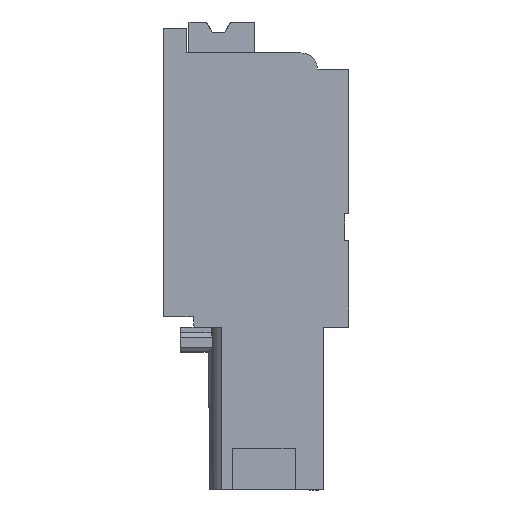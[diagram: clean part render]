
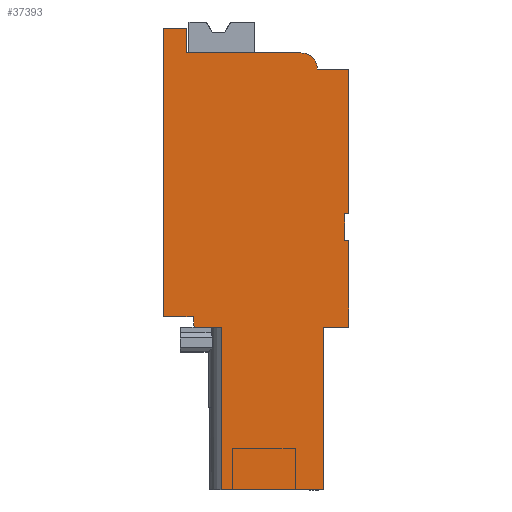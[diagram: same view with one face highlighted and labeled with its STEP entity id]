
A CAD part, left-side view. The second image highlights one B-rep face of the part: STEP entity #37393.
In plain terms, the highlighted planar face has unit normal (-1, 0, 0).
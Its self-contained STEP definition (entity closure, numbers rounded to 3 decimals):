
#7339=AXIS2_PLACEMENT_3D('Circle Axis2P3D',#7337,#7338,$) ;
#37366=AXIS2_PLACEMENT_3D('Plane Axis2P3D',#37363,#37364,#37365) ;
#40=CARTESIAN_POINT('Vertex',(0.,0.,13.4)) ;
#45=CARTESIAN_POINT('Line Origine',(0.,0.1,13.4)) ;
#49=CARTESIAN_POINT('Vertex',(0.,0.2,13.4)) ;
#83=CARTESIAN_POINT('Line Origine',(0.,0.2,12.75)) ;
#87=CARTESIAN_POINT('Vertex',(0.,0.2,12.1)) ;
#107=CARTESIAN_POINT('Line Origine',(0.,0.1,12.1)) ;
#111=CARTESIAN_POINT('Vertex',(0.,0.,12.1)) ;
#138=CARTESIAN_POINT('Line Origine',(0.,0.,10.)) ;
#142=CARTESIAN_POINT('Vertex',(0.,0.,7.9)) ;
#1909=CARTESIAN_POINT('Line Origine',(0.,0.612,7.9)) ;
#1913=CARTESIAN_POINT('Vertex',(0.,1.224,7.9)) ;
#2986=CARTESIAN_POINT('Line Origine',(0.,1.224,3.95)) ;
#2990=CARTESIAN_POINT('Vertex',(0.,1.224,0.)) ;
#5413=CARTESIAN_POINT('Line Origine',(0.,3.706,0.)) ;
#5417=CARTESIAN_POINT('Vertex',(0.,6.187,0.)) ;
#7334=CARTESIAN_POINT('Vertex',(0.,2.325,21.2)) ;
#7337=CARTESIAN_POINT('Axis2P3D Location',(0.,2.325,20.4)) ;
#7341=CARTESIAN_POINT('Vertex',(0.,1.525,20.4)) ;
#7551=CARTESIAN_POINT('Line Origine',(0.,5.087,21.2)) ;
#7555=CARTESIAN_POINT('Vertex',(0.,7.85,21.2)) ;
#9557=CARTESIAN_POINT('Line Origine',(0.,7.85,21.8)) ;
#9561=CARTESIAN_POINT('Vertex',(0.,7.85,22.4)) ;
#9588=CARTESIAN_POINT('Line Origine',(0.,8.425,22.4)) ;
#9592=CARTESIAN_POINT('Vertex',(0.,9.,22.4)) ;
#9619=CARTESIAN_POINT('Line Origine',(0.,9.,15.4)) ;
#9623=CARTESIAN_POINT('Vertex',(0.,9.,8.4)) ;
#10296=CARTESIAN_POINT('Line Origine',(0.,8.272,8.4)) ;
#10300=CARTESIAN_POINT('Vertex',(0.,7.545,8.4)) ;
#10704=CARTESIAN_POINT('Vertex',(0.,7.501,7.9)) ;
#10707=CARTESIAN_POINT('Line Origine',(0.,7.523,8.15)) ;
#10814=CARTESIAN_POINT('Vertex',(0.,6.187,7.9)) ;
#10817=CARTESIAN_POINT('Line Origine',(0.,6.844,7.9)) ;
#31386=CARTESIAN_POINT('Line Origine',(0.,0.762,20.4)) ;
#31390=CARTESIAN_POINT('Vertex',(0.,0.,20.4)) ;
#35416=CARTESIAN_POINT('Line Origine',(0.,6.187,3.95)) ;
#37363=CARTESIAN_POINT('Axis2P3D Location',(0.,0.,0.)) ;
#37368=CARTESIAN_POINT('Line Origine',(0.,0.,16.9)) ;
#46=DIRECTION('Vector Direction',(0.,1.,0.)) ;
#84=DIRECTION('Vector Direction',(0.,0.,1.)) ;
#108=DIRECTION('Vector Direction',(0.,-1.,0.)) ;
#139=DIRECTION('Vector Direction',(0.,0.,1.)) ;
#1910=DIRECTION('Vector Direction',(0.,1.,0.)) ;
#2987=DIRECTION('Vector Direction',(0.,0.,1.)) ;
#5414=DIRECTION('Vector Direction',(0.,-1.,0.)) ;
#7338=DIRECTION('Axis2P3D Direction',(-1.,-0.,0.)) ;
#7552=DIRECTION('Vector Direction',(0.,-1.,0.)) ;
#9558=DIRECTION('Vector Direction',(0.,0.,-1.)) ;
#9589=DIRECTION('Vector Direction',(0.,-1.,0.)) ;
#9620=DIRECTION('Vector Direction',(0.,0.,1.)) ;
#10297=DIRECTION('Vector Direction',(0.,-1.,0.)) ;
#10708=DIRECTION('Vector Direction',(0.,0.087,0.996)) ;
#10818=DIRECTION('Vector Direction',(0.,1.,0.)) ;
#31387=DIRECTION('Vector Direction',(0.,-1.,0.)) ;
#35417=DIRECTION('Vector Direction',(0.,0.,1.)) ;
#37364=DIRECTION('Axis2P3D Direction',(-1.,0.,0.)) ;
#37365=DIRECTION('Axis2P3D XDirection',(0.,0.,1.)) ;
#37369=DIRECTION('Vector Direction',(0.,0.,1.)) ;
#47=VECTOR('Line Direction',#46,1.) ;
#85=VECTOR('Line Direction',#84,1.) ;
#109=VECTOR('Line Direction',#108,1.) ;
#140=VECTOR('Line Direction',#139,1.) ;
#1911=VECTOR('Line Direction',#1910,1.) ;
#2988=VECTOR('Line Direction',#2987,1.) ;
#5415=VECTOR('Line Direction',#5414,1.) ;
#7553=VECTOR('Line Direction',#7552,1.) ;
#9559=VECTOR('Line Direction',#9558,1.) ;
#9590=VECTOR('Line Direction',#9589,1.) ;
#9621=VECTOR('Line Direction',#9620,1.) ;
#10298=VECTOR('Line Direction',#10297,1.) ;
#10709=VECTOR('Line Direction',#10708,1.) ;
#10819=VECTOR('Line Direction',#10818,1.) ;
#31388=VECTOR('Line Direction',#31387,1.) ;
#35418=VECTOR('Line Direction',#35417,1.) ;
#37370=VECTOR('Line Direction',#37369,1.) ;
#37374=ORIENTED_EDGE('',*,*,#37372,.T.) ;
#37375=ORIENTED_EDGE('',*,*,#31392,.T.) ;
#37376=ORIENTED_EDGE('',*,*,#7343,.T.) ;
#37377=ORIENTED_EDGE('',*,*,#7557,.T.) ;
#37378=ORIENTED_EDGE('',*,*,#9563,.T.) ;
#37379=ORIENTED_EDGE('',*,*,#9594,.T.) ;
#37380=ORIENTED_EDGE('',*,*,#9625,.T.) ;
#37381=ORIENTED_EDGE('',*,*,#10302,.T.) ;
#37382=ORIENTED_EDGE('',*,*,#10711,.T.) ;
#37383=ORIENTED_EDGE('',*,*,#10821,.T.) ;
#37384=ORIENTED_EDGE('',*,*,#35420,.F.) ;
#37385=ORIENTED_EDGE('',*,*,#5419,.T.) ;
#37386=ORIENTED_EDGE('',*,*,#2992,.T.) ;
#37387=ORIENTED_EDGE('',*,*,#1915,.T.) ;
#37388=ORIENTED_EDGE('',*,*,#144,.T.) ;
#37389=ORIENTED_EDGE('',*,*,#113,.T.) ;
#37390=ORIENTED_EDGE('',*,*,#89,.T.) ;
#37391=ORIENTED_EDGE('',*,*,#51,.T.) ;
#37393=ADVANCED_FACE('HOUSING',(#37392),#37367,.T.) ;
#7340=CIRCLE('generated circle',#7339,0.8) ;
#51=EDGE_CURVE('',#50,#41,#48,.F.) ;
#89=EDGE_CURVE('',#88,#50,#86,.T.) ;
#113=EDGE_CURVE('',#112,#88,#110,.F.) ;
#144=EDGE_CURVE('',#143,#112,#141,.T.) ;
#1915=EDGE_CURVE('',#1914,#143,#1912,.F.) ;
#2992=EDGE_CURVE('',#2991,#1914,#2989,.T.) ;
#5419=EDGE_CURVE('',#5418,#2991,#5416,.T.) ;
#7343=EDGE_CURVE('',#7342,#7335,#7340,.T.) ;
#7557=EDGE_CURVE('',#7335,#7556,#7554,.F.) ;
#9563=EDGE_CURVE('',#7556,#9562,#9560,.F.) ;
#9594=EDGE_CURVE('',#9562,#9593,#9591,.F.) ;
#9625=EDGE_CURVE('',#9593,#9624,#9622,.F.) ;
#10302=EDGE_CURVE('',#9624,#10301,#10299,.T.) ;
#10711=EDGE_CURVE('',#10301,#10705,#10710,.F.) ;
#10821=EDGE_CURVE('',#10705,#10815,#10820,.F.) ;
#31392=EDGE_CURVE('',#31391,#7342,#31389,.F.) ;
#35420=EDGE_CURVE('',#5418,#10815,#35419,.T.) ;
#37372=EDGE_CURVE('',#41,#31391,#37371,.T.) ;
#37373=EDGE_LOOP('',(#37374,#37375,#37376,#37377,#37378,#37379,#37380,#37381,#37382,#37383,#37384,#37385,#37386,#37387,#37388,#37389,#37390,#37391)) ;
#37392=FACE_OUTER_BOUND('',#37373,.T.) ;
#48=LINE('Line',#45,#47) ;
#86=LINE('Line',#83,#85) ;
#110=LINE('Line',#107,#109) ;
#141=LINE('Line',#138,#140) ;
#1912=LINE('Line',#1909,#1911) ;
#2989=LINE('Line',#2986,#2988) ;
#5416=LINE('Line',#5413,#5415) ;
#7554=LINE('Line',#7551,#7553) ;
#9560=LINE('Line',#9557,#9559) ;
#9591=LINE('Line',#9588,#9590) ;
#9622=LINE('Line',#9619,#9621) ;
#10299=LINE('Line',#10296,#10298) ;
#10710=LINE('Line',#10707,#10709) ;
#10820=LINE('Line',#10817,#10819) ;
#31389=LINE('Line',#31386,#31388) ;
#35419=LINE('Line',#35416,#35418) ;
#37371=LINE('Line',#37368,#37370) ;
#37367=PLANE('',#37366) ;
#41=VERTEX_POINT('',#40) ;
#50=VERTEX_POINT('',#49) ;
#88=VERTEX_POINT('',#87) ;
#112=VERTEX_POINT('',#111) ;
#143=VERTEX_POINT('',#142) ;
#1914=VERTEX_POINT('',#1913) ;
#2991=VERTEX_POINT('',#2990) ;
#5418=VERTEX_POINT('',#5417) ;
#7335=VERTEX_POINT('',#7334) ;
#7342=VERTEX_POINT('',#7341) ;
#7556=VERTEX_POINT('',#7555) ;
#9562=VERTEX_POINT('',#9561) ;
#9593=VERTEX_POINT('',#9592) ;
#9624=VERTEX_POINT('',#9623) ;
#10301=VERTEX_POINT('',#10300) ;
#10705=VERTEX_POINT('',#10704) ;
#10815=VERTEX_POINT('',#10814) ;
#31391=VERTEX_POINT('',#31390) ;
